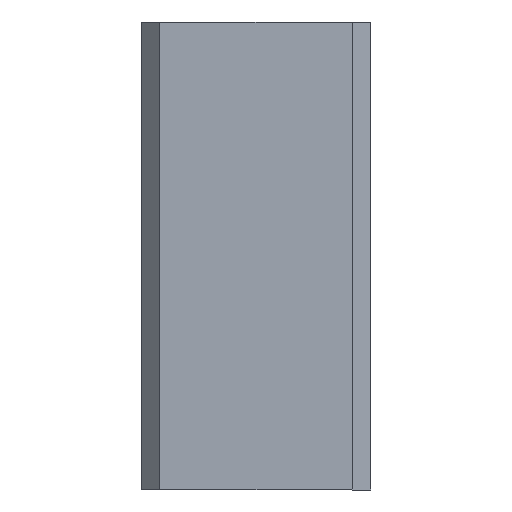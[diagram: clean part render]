
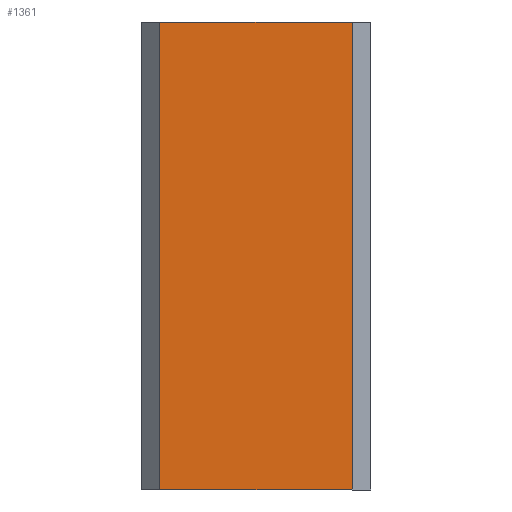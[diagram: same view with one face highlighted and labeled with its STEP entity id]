
A CAD part, front view. The second image highlights one B-rep face of the part: STEP entity #1361.
In plain terms, the highlighted planar face has unit normal (0, -1, 0).
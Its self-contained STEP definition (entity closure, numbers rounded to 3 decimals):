
#108=PLANE('',#1526);
#190=FACE_OUTER_BOUND('',#308,.T.);
#308=EDGE_LOOP('',(#1235,#1236,#1237,#1238));
#412=LINE('',#2306,#522);
#416=LINE('',#2313,#526);
#418=LINE('',#2318,#528);
#421=LINE('',#2323,#531);
#522=VECTOR('',#1921,10.);
#526=VECTOR('',#1927,10.);
#528=VECTOR('',#1933,10.);
#531=VECTOR('',#1940,10.);
#708=VERTEX_POINT('',#2303);
#709=VERTEX_POINT('',#2305);
#711=VERTEX_POINT('',#2311);
#712=VERTEX_POINT('',#2317);
#881=EDGE_CURVE('',#708,#709,#412,.T.);
#885=EDGE_CURVE('',#711,#708,#416,.T.);
#887=EDGE_CURVE('',#709,#712,#418,.T.);
#890=EDGE_CURVE('',#711,#712,#421,.T.);
#1235=ORIENTED_EDGE('',*,*,#885,.F.);
#1236=ORIENTED_EDGE('',*,*,#890,.T.);
#1237=ORIENTED_EDGE('',*,*,#887,.F.);
#1238=ORIENTED_EDGE('',*,*,#881,.F.);
#1361=ADVANCED_FACE('',(#190),#108,.T.);
#1526=AXIS2_PLACEMENT_3D('',#2322,#1938,#1939);
#1921=DIRECTION('',(1.,0.,0.));
#1927=DIRECTION('',(0.,0.,1.));
#1933=DIRECTION('',(0.,0.,-1.));
#1938=DIRECTION('center_axis',(0.,-1.,0.));
#1939=DIRECTION('ref_axis',(1.,0.,0.));
#1940=DIRECTION('',(1.,0.,0.));
#2303=CARTESIAN_POINT('',(212.516,-97.5,-4.));
#2305=CARTESIAN_POINT('',(233.516,-97.5,-4.));
#2306=CARTESIAN_POINT('',(-69.484,-97.5,-4.));
#2311=CARTESIAN_POINT('',(212.516,-97.5,-55.));
#2313=CARTESIAN_POINT('',(212.516,-97.5,-55.));
#2317=CARTESIAN_POINT('',(233.516,-97.5,-55.));
#2318=CARTESIAN_POINT('',(233.516,-97.5,-55.));
#2322=CARTESIAN_POINT('Origin',(210.516,-97.5,-55.));
#2323=CARTESIAN_POINT('',(-69.484,-97.5,-55.));
